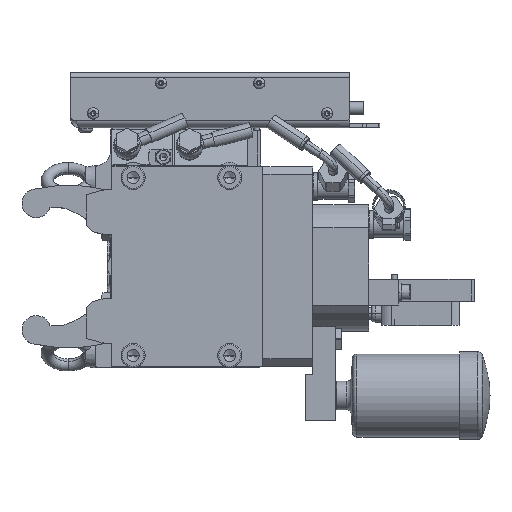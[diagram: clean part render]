
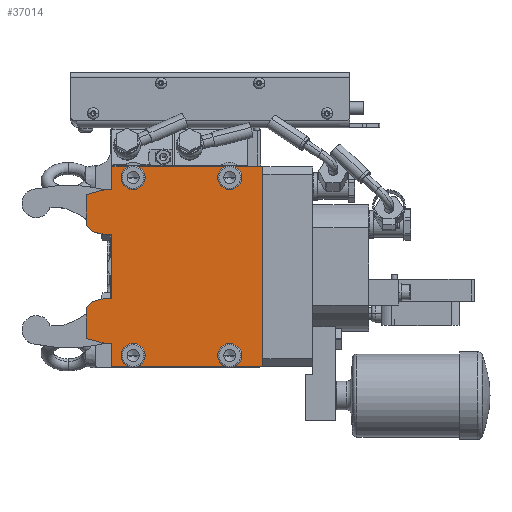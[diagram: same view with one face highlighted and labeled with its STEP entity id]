
A CAD part, top view. The second image highlights one B-rep face of the part: STEP entity #37014.
In plain terms, the highlighted planar face has unit normal (0, 0, 1).
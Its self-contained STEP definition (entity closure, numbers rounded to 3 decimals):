
#4274=DIRECTION('',(1.,0.,0.));
#4275=VECTOR('',#4274,10.338);
#4276=CARTESIAN_POINT('',(-65.,-66.,153.));
#4277=LINE('',#4276,#4275);
#4278=DIRECTION('',(0.,-1.,0.));
#4279=VECTOR('',#4278,15.);
#4280=CARTESIAN_POINT('',(-65.,-51.,153.));
#4281=LINE('',#4280,#4279);
#4282=DIRECTION('',(1.,0.,0.));
#4283=VECTOR('',#4282,4.5);
#4284=CARTESIAN_POINT('',(-69.5,-51.,153.));
#4285=LINE('',#4284,#4283);
#4286=DIRECTION('',(0.966,-0.259,0.));
#4287=VECTOR('',#4286,12.941);
#4288=CARTESIAN_POINT('',(-82.,-47.651,153.));
#4289=LINE('',#4288,#4287);
#4290=DIRECTION('',(0.,-1.,0.));
#4291=VECTOR('',#4290,20.301);
#4292=CARTESIAN_POINT('',(-82.,-27.349,153.));
#4293=LINE('',#4292,#4291);
#4294=DIRECTION('',(-0.707,-0.707,0.));
#4295=VECTOR('',#4294,5.796);
#4296=CARTESIAN_POINT('',(-77.902,-23.251,153.));
#4297=LINE('',#4296,#4295);
#4298=DIRECTION('',(-0.966,-0.259,0.));
#4299=VECTOR('',#4298,8.698);
#4300=CARTESIAN_POINT('',(-69.5,-21.,153.));
#4301=LINE('',#4300,#4299);
#4302=DIRECTION('',(-1.,0.,0.));
#4303=VECTOR('',#4302,4.5);
#4304=CARTESIAN_POINT('',(-65.,-21.,153.));
#4305=LINE('',#4304,#4303);
#4306=DIRECTION('',(0.,-1.,0.));
#4307=VECTOR('',#4306,42.);
#4308=CARTESIAN_POINT('',(-65.,21.,153.));
#4309=LINE('',#4308,#4307);
#4310=DIRECTION('',(1.,0.,0.));
#4311=VECTOR('',#4310,4.5);
#4312=CARTESIAN_POINT('',(-69.5,21.,153.));
#4313=LINE('',#4312,#4311);
#4314=DIRECTION('',(0.966,-0.259,0.));
#4315=VECTOR('',#4314,8.698);
#4316=CARTESIAN_POINT('',(-77.902,23.251,153.));
#4317=LINE('',#4316,#4315);
#4318=DIRECTION('',(0.707,-0.707,0.));
#4319=VECTOR('',#4318,5.796);
#4320=CARTESIAN_POINT('',(-82.,27.349,153.));
#4321=LINE('',#4320,#4319);
#4322=DIRECTION('',(0.,-1.,0.));
#4323=VECTOR('',#4322,20.301);
#4324=CARTESIAN_POINT('',(-82.,47.651,153.));
#4325=LINE('',#4324,#4323);
#4326=DIRECTION('',(-0.966,-0.259,0.));
#4327=VECTOR('',#4326,12.941);
#4328=CARTESIAN_POINT('',(-69.5,51.,153.));
#4329=LINE('',#4328,#4327);
#4330=DIRECTION('',(-1.,0.,0.));
#4331=VECTOR('',#4330,4.5);
#4332=CARTESIAN_POINT('',(-65.,51.,153.));
#4333=LINE('',#4332,#4331);
#4334=DIRECTION('',(0.,-1.,0.));
#4335=VECTOR('',#4334,15.);
#4336=CARTESIAN_POINT('',(-65.,66.,153.));
#4337=LINE('',#4336,#4335);
#4338=DIRECTION('',(-1.,0.,0.));
#4339=VECTOR('',#4338,100.);
#4340=CARTESIAN_POINT('',(35.,66.,153.));
#4341=LINE('',#4340,#4339);
#4342=DIRECTION('',(0.,1.,0.));
#4343=VECTOR('',#4342,132.);
#4344=CARTESIAN_POINT('',(35.,-66.,153.));
#4345=LINE('',#4344,#4343);
#4346=DIRECTION('',(1.,0.,0.));
#4347=VECTOR('',#4346,18.338);
#4348=CARTESIAN_POINT('',(16.662,-66.,153.));
#4349=LINE('',#4348,#4347);
#4350=DIRECTION('',(1.,0.,0.));
#4351=VECTOR('',#4350,56.676);
#4352=CARTESIAN_POINT('',(-47.338,-66.,153.));
#4353=LINE('',#4352,#4351);
#4354=CARTESIAN_POINT('',(-51.,-59.,153.));
#4355=DIRECTION('',(0.,0.,-1.));
#4356=DIRECTION('',(-1.,0.,0.));
#4357=AXIS2_PLACEMENT_3D('',#4354,#4355,#4356);
#4364=CARTESIAN_POINT('',(-51.,-59.,153.));
#4365=DIRECTION('',(0.,0.,-1.));
#4366=DIRECTION('',(1.,0.,0.));
#4367=AXIS2_PLACEMENT_3D('',#4364,#4365,#4366);
#4374=CARTESIAN_POINT('',(-51.,-59.,153.));
#4375=DIRECTION('',(0.,0.,-1.));
#4376=DIRECTION('',(-0.464,-0.886,0.));
#4377=AXIS2_PLACEMENT_3D('',#4374,#4375,#4376);
#10496=CARTESIAN_POINT('',(13.,-59.,153.));
#10497=DIRECTION('',(0.,0.,-1.));
#10498=DIRECTION('',(1.,0.,0.));
#10499=AXIS2_PLACEMENT_3D('',#10496,#10497,#10498);
#10506=CARTESIAN_POINT('',(13.,-59.,153.));
#10507=DIRECTION('',(0.,0.,-1.));
#10508=DIRECTION('',(-0.464,-0.886,0.));
#10509=AXIS2_PLACEMENT_3D('',#10506,#10507,#10508);
#10528=CARTESIAN_POINT('',(13.,-59.,153.));
#10529=DIRECTION('',(0.,0.,-1.));
#10530=DIRECTION('',(-1.,0.,0.));
#10531=AXIS2_PLACEMENT_3D('',#10528,#10529,#10530);
#10622=CARTESIAN_POINT('',(-51.,59.,153.));
#10623=DIRECTION('',(0.,0.,-1.));
#10624=DIRECTION('',(-1.,0.,0.));
#10625=AXIS2_PLACEMENT_3D('',#10622,#10623,#10624);
#10627=CARTESIAN_POINT('',(-51.,59.,153.));
#10628=DIRECTION('',(0.,0.,-1.));
#10629=DIRECTION('',(1.,0.,0.));
#10630=AXIS2_PLACEMENT_3D('',#10627,#10628,#10629);
#10734=CARTESIAN_POINT('',(13.,59.,153.));
#10735=DIRECTION('',(0.,0.,-1.));
#10736=DIRECTION('',(-1.,0.,0.));
#10737=AXIS2_PLACEMENT_3D('',#10734,#10735,#10736);
#10739=CARTESIAN_POINT('',(13.,59.,153.));
#10740=DIRECTION('',(0.,0.,-1.));
#10741=DIRECTION('',(1.,0.,0.));
#10742=AXIS2_PLACEMENT_3D('',#10739,#10740,#10741);
#29207=CARTESIAN_POINT('',(-65.,66.,153.));
#29208=CARTESIAN_POINT('',(-65.,51.,153.));
#29209=VERTEX_POINT('',#29207);
#29210=VERTEX_POINT('',#29208);
#29211=CARTESIAN_POINT('',(-65.,21.,153.));
#29212=CARTESIAN_POINT('',(-65.,-21.,153.));
#29213=VERTEX_POINT('',#29211);
#29214=VERTEX_POINT('',#29212);
#29215=CARTESIAN_POINT('',(-65.,-51.,153.));
#29216=CARTESIAN_POINT('',(-65.,-66.,153.));
#29217=VERTEX_POINT('',#29215);
#29218=VERTEX_POINT('',#29216);
#29251=CARTESIAN_POINT('',(35.,-66.,153.));
#29252=CARTESIAN_POINT('',(35.,66.,153.));
#29253=VERTEX_POINT('',#29251);
#29254=VERTEX_POINT('',#29252);
#29307=CARTESIAN_POINT('',(-69.5,51.,153.));
#29308=CARTESIAN_POINT('',(-82.,47.651,153.));
#29309=VERTEX_POINT('',#29307);
#29310=VERTEX_POINT('',#29308);
#29311=CARTESIAN_POINT('',(-69.5,21.,153.));
#29313=VERTEX_POINT('',#29311);
#29315=CARTESIAN_POINT('',(-69.5,-21.,153.));
#29317=VERTEX_POINT('',#29315);
#29319=CARTESIAN_POINT('',(-82.,-47.651,153.));
#29320=CARTESIAN_POINT('',(-69.5,-51.,153.));
#29321=VERTEX_POINT('',#29319);
#29322=VERTEX_POINT('',#29320);
#29323=CARTESIAN_POINT('',(-82.,27.349,153.));
#29324=CARTESIAN_POINT('',(-77.902,23.251,153.));
#29325=VERTEX_POINT('',#29323);
#29326=VERTEX_POINT('',#29324);
#29335=CARTESIAN_POINT('',(-77.902,-23.251,153.));
#29336=VERTEX_POINT('',#29335);
#29337=CARTESIAN_POINT('',(-82.,-27.349,153.));
#29338=VERTEX_POINT('',#29337);
#30003=CARTESIAN_POINT('',(-54.662,-66.,153.));
#30004=CARTESIAN_POINT('',(-47.338,-66.,153.));
#30005=VERTEX_POINT('',#30003);
#30006=VERTEX_POINT('',#30004);
#30007=CARTESIAN_POINT('',(-58.9,-59.,153.));
#30008=CARTESIAN_POINT('',(-43.1,-59.,153.));
#30009=VERTEX_POINT('',#30007);
#30010=VERTEX_POINT('',#30008);
#30011=CARTESIAN_POINT('',(9.338,-66.,153.));
#30012=CARTESIAN_POINT('',(16.662,-66.,153.));
#30013=VERTEX_POINT('',#30011);
#30014=VERTEX_POINT('',#30012);
#30015=CARTESIAN_POINT('',(5.1,-59.,153.));
#30016=CARTESIAN_POINT('',(20.9,-59.,153.));
#30017=VERTEX_POINT('',#30015);
#30018=VERTEX_POINT('',#30016);
#30019=CARTESIAN_POINT('',(-56.,59.,153.));
#30020=CARTESIAN_POINT('',(-46.,59.,153.));
#30021=VERTEX_POINT('',#30019);
#30022=VERTEX_POINT('',#30020);
#30023=CARTESIAN_POINT('',(8.,59.,153.));
#30024=CARTESIAN_POINT('',(18.,59.,153.));
#30025=VERTEX_POINT('',#30023);
#30026=VERTEX_POINT('',#30024);
#36950=CARTESIAN_POINT('',(13.,0.,153.));
#36951=DIRECTION('',(0.,0.,1.));
#36952=DIRECTION('',(0.,1.,0.));
#36953=AXIS2_PLACEMENT_3D('',#36950,#36951,#36952);
#36954=PLANE('',#36953);
#36956=ORIENTED_EDGE('',*,*,#36955,.F.);
#36958=ORIENTED_EDGE('',*,*,#36957,.F.);
#36959=ORIENTED_EDGE('',*,*,#36913,.F.);
#36961=ORIENTED_EDGE('',*,*,#36960,.F.);
#36963=ORIENTED_EDGE('',*,*,#36962,.F.);
#36965=ORIENTED_EDGE('',*,*,#36964,.F.);
#36967=ORIENTED_EDGE('',*,*,#36966,.F.);
#36969=ORIENTED_EDGE('',*,*,#36968,.F.);
#36971=ORIENTED_EDGE('',*,*,#36970,.F.);
#36973=ORIENTED_EDGE('',*,*,#36972,.F.);
#36975=ORIENTED_EDGE('',*,*,#36974,.F.);
#36977=ORIENTED_EDGE('',*,*,#36976,.F.);
#36979=ORIENTED_EDGE('',*,*,#36978,.F.);
#36981=ORIENTED_EDGE('',*,*,#36980,.F.);
#36983=ORIENTED_EDGE('',*,*,#36982,.F.);
#36984=ORIENTED_EDGE('',*,*,#36801,.F.);
#36985=ORIENTED_EDGE('',*,*,#36825,.F.);
#36986=ORIENTED_EDGE('',*,*,#36839,.F.);
#36987=ORIENTED_EDGE('',*,*,#36863,.F.);
#36989=ORIENTED_EDGE('',*,*,#36988,.F.);
#36990=ORIENTED_EDGE('',*,*,#36892,.F.);
#36992=ORIENTED_EDGE('',*,*,#36991,.F.);
#36994=ORIENTED_EDGE('',*,*,#36993,.F.);
#36996=ORIENTED_EDGE('',*,*,#36995,.F.);
#36997=ORIENTED_EDGE('',*,*,#36888,.F.);
#36999=ORIENTED_EDGE('',*,*,#36998,.F.);
#37000=EDGE_LOOP('',(#36956,#36958,#36959,#36961,#36963,#36965,#36967,#36969,
#36971,#36973,#36975,#36977,#36979,#36981,#36983,#36984,#36985,#36986,#36987,
#36989,#36990,#36992,#36994,#36996,#36997,#36999));
#37001=FACE_OUTER_BOUND('',#37000,.F.);
#37003=ORIENTED_EDGE('',*,*,#37002,.F.);
#37005=ORIENTED_EDGE('',*,*,#37004,.F.);
#37006=EDGE_LOOP('',(#37003,#37005));
#37007=FACE_BOUND('',#37006,.F.);
#37009=ORIENTED_EDGE('',*,*,#37008,.F.);
#37011=ORIENTED_EDGE('',*,*,#37010,.F.);
#37012=EDGE_LOOP('',(#37009,#37011));
#37013=FACE_BOUND('',#37012,.F.);
#37014=ADVANCED_FACE('',(#37001,#37007,#37013),#36954,.T.);
#4358=CIRCLE('',#4357,7.9);
#4368=CIRCLE('',#4367,7.9);
#4378=CIRCLE('',#4377,7.9);
#10500=CIRCLE('',#10499,7.9);
#10510=CIRCLE('',#10509,7.9);
#10532=CIRCLE('',#10531,7.9);
#10626=CIRCLE('',#10625,5.);
#10631=CIRCLE('',#10630,5.);
#10738=CIRCLE('',#10737,5.);
#10743=CIRCLE('',#10742,5.);
#36801=EDGE_CURVE('',#29309,#29310,#4329,.T.);
#36825=EDGE_CURVE('',#29210,#29309,#4333,.T.);
#36839=EDGE_CURVE('',#29209,#29210,#4337,.T.);
#36863=EDGE_CURVE('',#29254,#29209,#4341,.T.);
#36888=EDGE_CURVE('',#30006,#30013,#4353,.T.);
#36892=EDGE_CURVE('',#30014,#29253,#4349,.T.);
#36913=EDGE_CURVE('',#29218,#30005,#4277,.T.);
#36955=EDGE_CURVE('',#30009,#30010,#4358,.T.);
#36957=EDGE_CURVE('',#30005,#30009,#4378,.T.);
#36960=EDGE_CURVE('',#29217,#29218,#4281,.T.);
#36962=EDGE_CURVE('',#29322,#29217,#4285,.T.);
#36964=EDGE_CURVE('',#29321,#29322,#4289,.T.);
#36966=EDGE_CURVE('',#29338,#29321,#4293,.T.);
#36968=EDGE_CURVE('',#29336,#29338,#4297,.T.);
#36970=EDGE_CURVE('',#29317,#29336,#4301,.T.);
#36972=EDGE_CURVE('',#29214,#29317,#4305,.T.);
#36974=EDGE_CURVE('',#29213,#29214,#4309,.T.);
#36976=EDGE_CURVE('',#29313,#29213,#4313,.T.);
#36978=EDGE_CURVE('',#29326,#29313,#4317,.T.);
#36980=EDGE_CURVE('',#29325,#29326,#4321,.T.);
#36982=EDGE_CURVE('',#29310,#29325,#4325,.T.);
#36988=EDGE_CURVE('',#29253,#29254,#4345,.T.);
#36991=EDGE_CURVE('',#30018,#30014,#10500,.T.);
#36993=EDGE_CURVE('',#30017,#30018,#10532,.T.);
#36995=EDGE_CURVE('',#30013,#30017,#10510,.T.);
#36998=EDGE_CURVE('',#30010,#30006,#4368,.T.);
#37002=EDGE_CURVE('',#30021,#30022,#10626,.T.);
#37004=EDGE_CURVE('',#30022,#30021,#10631,.T.);
#37008=EDGE_CURVE('',#30025,#30026,#10738,.T.);
#37010=EDGE_CURVE('',#30026,#30025,#10743,.T.);
